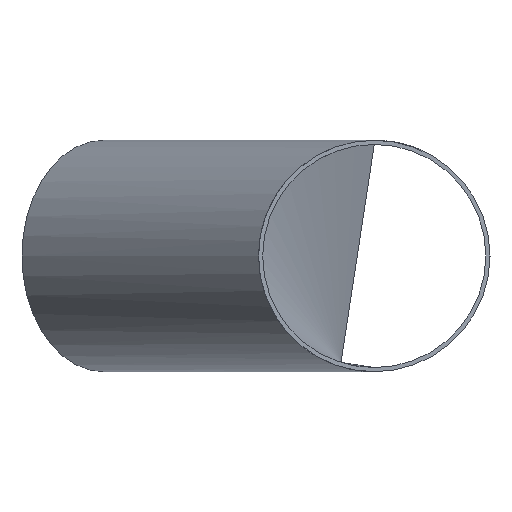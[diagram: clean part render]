
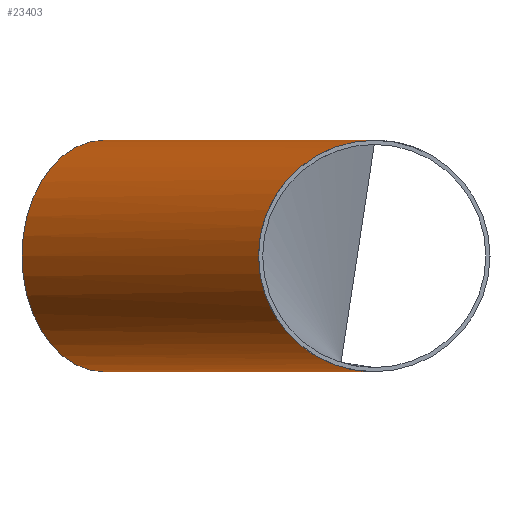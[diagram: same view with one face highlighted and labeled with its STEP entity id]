
A CAD part, left-side view. The second image highlights one B-rep face of the part: STEP entity #23403.
In plain terms, the highlighted cylindrical face has radius 84.15 mm (diameter 168.3 mm), a full revolution.
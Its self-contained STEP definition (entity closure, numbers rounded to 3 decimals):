
#100 = VERTEX_POINT ( 'NONE', #23760 ) ;
#930 = FACE_OUTER_BOUND ( 'NONE', #1365, .T. ) ;
#1365 = EDGE_LOOP ( 'NONE', ( #17664 ) ) ;
#1814 = VERTEX_POINT ( 'NONE', #8431 ) ;
#3149 = EDGE_LOOP ( 'NONE', ( #17359, #21785 ) ) ;
#3649 = CARTESIAN_POINT ( 'NONE',  ( 112.53, 196.686, 0. ) ) ;
#6432 = AXIS2_PLACEMENT_3D ( 'NONE', #6971, #25474, #19203 ) ;
#6676 = FACE_OUTER_BOUND ( 'NONE', #3149, .T. ) ;
#6971 = CARTESIAN_POINT ( 'NONE',  ( 112.53, 196.686, 0. ) ) ;
#7767 = VERTEX_POINT ( 'NONE', #21543 ) ;
#8032 = CARTESIAN_POINT ( 'NONE',  ( -84.156, 0., 84.15 ) ) ;
#8089 = CARTESIAN_POINT ( 'NONE',  ( -153.868, 168.3, -84.15 ) ) ;
#8431 = CARTESIAN_POINT ( 'NONE',  ( 53.027, 256.189, 0. ) ) ;
#8599 =( BOUNDED_CURVE ( )  B_SPLINE_CURVE ( 3, ( #20974, #15860, #12103, #8032 ),
 .UNSPECIFIED., .F., .T. ) 
 B_SPLINE_CURVE_WITH_KNOTS ( ( 4, 4 ),
 ( 1.571, 4.712 ),
 .UNSPECIFIED. ) 
 CURVE ( )  GEOMETRIC_REPRESENTATION_ITEM ( )  RATIONAL_B_SPLINE_CURVE ( ( 1., 0.333, 0.333, 1. ) ) 
 REPRESENTATION_ITEM ( '' )  );
#10183 = CYLINDRICAL_SURFACE ( 'NONE', #14695, 84.15 ) ;
#12103 = CARTESIAN_POINT ( 'NONE',  ( 322.156, 168.3, 84.15 ) ) ;
#13254 = EDGE_CURVE ( 'NONE', #7767, #100, #8599, .T. ) ;
#14695 = AXIS2_PLACEMENT_3D ( 'NONE', #3649, #18192, #24035 ) ;
#15860 = CARTESIAN_POINT ( 'NONE',  ( 322.156, 168.3, -84.15 ) ) ;
#17312 = EDGE_CURVE ( 'NONE', #1814, #1814, #18273, .T. ) ;
#17359 = ORIENTED_EDGE ( 'NONE', *, *, #13254, .F. ) ;
#17664 = ORIENTED_EDGE ( 'NONE', *, *, #17312, .F. ) ;
#18192 = DIRECTION ( 'NONE',  ( 0.707, 0.707, 0. ) ) ;
#18273 = CIRCLE ( 'NONE', #6432, 84.15 ) ;
#19203 = DIRECTION ( 'NONE',  ( -0.707, 0.707, 0. ) ) ;
#19331 = CARTESIAN_POINT ( 'NONE',  ( -84.156, 0., 84.15 ) ) ;
#20132 =( BOUNDED_CURVE ( )  B_SPLINE_CURVE ( 3, ( #19331, #23392, #8089, #26340 ),
 .UNSPECIFIED., .F., .T. ) 
 B_SPLINE_CURVE_WITH_KNOTS ( ( 4, 4 ),
 ( 4.712, 7.854 ),
 .UNSPECIFIED. ) 
 CURVE ( )  GEOMETRIC_REPRESENTATION_ITEM ( )  RATIONAL_B_SPLINE_CURVE ( ( 1., 0.333, 0.333, 1. ) ) 
 REPRESENTATION_ITEM ( '' )  );
#20974 = CARTESIAN_POINT ( 'NONE',  ( -84.156, 0., -84.15 ) ) ;
#21543 = CARTESIAN_POINT ( 'NONE',  ( -84.156, 0., -84.15 ) ) ;
#21643 = EDGE_CURVE ( 'NONE', #100, #7767, #20132, .T. ) ;
#21785 = ORIENTED_EDGE ( 'NONE', *, *, #21643, .F. ) ;
#23392 = CARTESIAN_POINT ( 'NONE',  ( -153.868, 168.3, 84.15 ) ) ;
#23403 = ADVANCED_FACE ( 'NONE', ( #6676, #930 ), #10183, .T. ) ;
#23760 = CARTESIAN_POINT ( 'NONE',  ( -84.156, 0., 84.15 ) ) ;
#24035 = DIRECTION ( 'NONE',  ( -0.707, 0.707, 0. ) ) ;
#25474 = DIRECTION ( 'NONE',  ( 0.707, 0.707, 0. ) ) ;
#26340 = CARTESIAN_POINT ( 'NONE',  ( -84.156, 0., -84.15 ) ) ;
